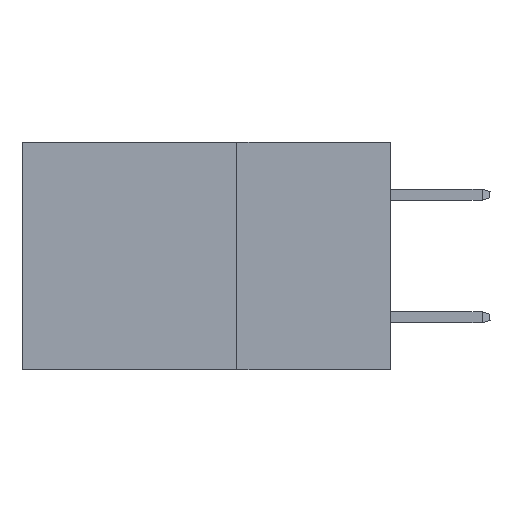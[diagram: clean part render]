
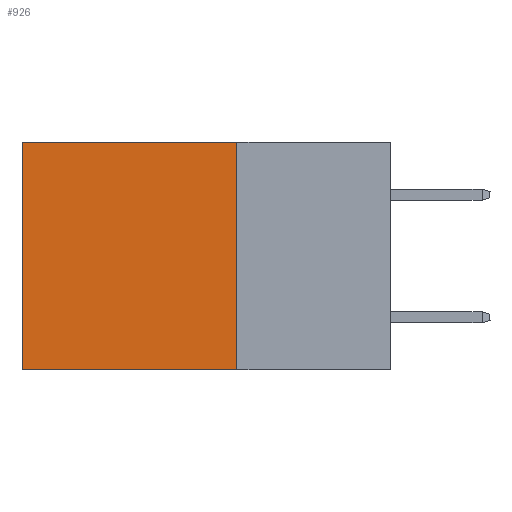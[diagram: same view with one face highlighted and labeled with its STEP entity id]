
A CAD part, left-side view. The second image highlights one B-rep face of the part: STEP entity #926.
In plain terms, the highlighted planar face has unit normal (-1, 0, 0).
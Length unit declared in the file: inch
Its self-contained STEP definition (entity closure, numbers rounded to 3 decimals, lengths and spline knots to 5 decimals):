
#780 = VECTOR ( 'NONE', #8863, 39.37008 ) ;
#926 = ADVANCED_FACE ( 'NONE', ( #21944 ), #20255, .F. ) ;
#1309 = DIRECTION ( 'NONE',  ( 1., 0., 0. ) ) ;
#3306 = CARTESIAN_POINT ( 'NONE',  ( 0.2875, 0.25, 0. ) ) ;
#4352 = DIRECTION ( 'NONE',  ( 0., 1., 0. ) ) ;
#4729 = DIRECTION ( 'NONE',  ( 0., 0., -1. ) ) ;
#7331 = CARTESIAN_POINT ( 'NONE',  ( 0.2875, 0.6, -0.37 ) ) ;
#8863 = DIRECTION ( 'NONE',  ( 0., 0., -1. ) ) ;
#9871 = VERTEX_POINT ( 'NONE', #12210 ) ;
#10091 = CARTESIAN_POINT ( 'NONE',  ( 0.2875, 0.25, 0. ) ) ;
#10872 = CARTESIAN_POINT ( 'NONE',  ( 0.2875, 0.25, -0.37 ) ) ;
#11314 = ORIENTED_EDGE ( 'NONE', *, *, #39634, .T. ) ;
#12210 = CARTESIAN_POINT ( 'NONE',  ( 0.2875, 0.6, 0. ) ) ;
#13456 = AXIS2_PLACEMENT_3D ( 'NONE', #26705, #1309, #4729 ) ;
#16728 = ORIENTED_EDGE ( 'NONE', *, *, #27802, .F. ) ;
#17235 = ORIENTED_EDGE ( 'NONE', *, *, #27000, .T. ) ;
#18953 = VECTOR ( 'NONE', #24786, 39.37008 ) ;
#19316 = EDGE_LOOP ( 'NONE', ( #11314, #16728, #26406, #17235 ) ) ;
#20255 = PLANE ( 'NONE',  #13456 ) ;
#21944 = FACE_OUTER_BOUND ( 'NONE', #19316, .T. ) ;
#22286 = VERTEX_POINT ( 'NONE', #32869 ) ;
#22393 = VERTEX_POINT ( 'NONE', #10872 ) ;
#23801 = CARTESIAN_POINT ( 'NONE',  ( 0.2875, 0.25, -0.37 ) ) ;
#24786 = DIRECTION ( 'NONE',  ( 0., 0., -1. ) ) ;
#26148 = EDGE_CURVE ( 'NONE', #22286, #22393, #30994, .T. ) ;
#26406 = ORIENTED_EDGE ( 'NONE', *, *, #26148, .F. ) ;
#26705 = CARTESIAN_POINT ( 'NONE',  ( 0.2875, 0.25, 0. ) ) ;
#27000 = EDGE_CURVE ( 'NONE', #22286, #9871, #37197, .T. ) ;
#27802 = EDGE_CURVE ( 'NONE', #22393, #30263, #35671, .T. ) ;
#28456 = VECTOR ( 'NONE', #36211, 39.37008 ) ;
#30263 = VERTEX_POINT ( 'NONE', #7331 ) ;
#30994 = LINE ( 'NONE', #3306, #18953 ) ;
#32869 = CARTESIAN_POINT ( 'NONE',  ( 0.2875, 0.25, 0. ) ) ;
#33785 = LINE ( 'NONE', #36321, #780 ) ;
#35671 = LINE ( 'NONE', #23801, #28456 ) ;
#36211 = DIRECTION ( 'NONE',  ( 0., 1., 0. ) ) ;
#36321 = CARTESIAN_POINT ( 'NONE',  ( 0.2875, 0.6, 0. ) ) ;
#37197 = LINE ( 'NONE', #10091, #38171 ) ;
#38171 = VECTOR ( 'NONE', #4352, 39.37008 ) ;
#39634 = EDGE_CURVE ( 'NONE', #9871, #30263, #33785, .T. ) ;
